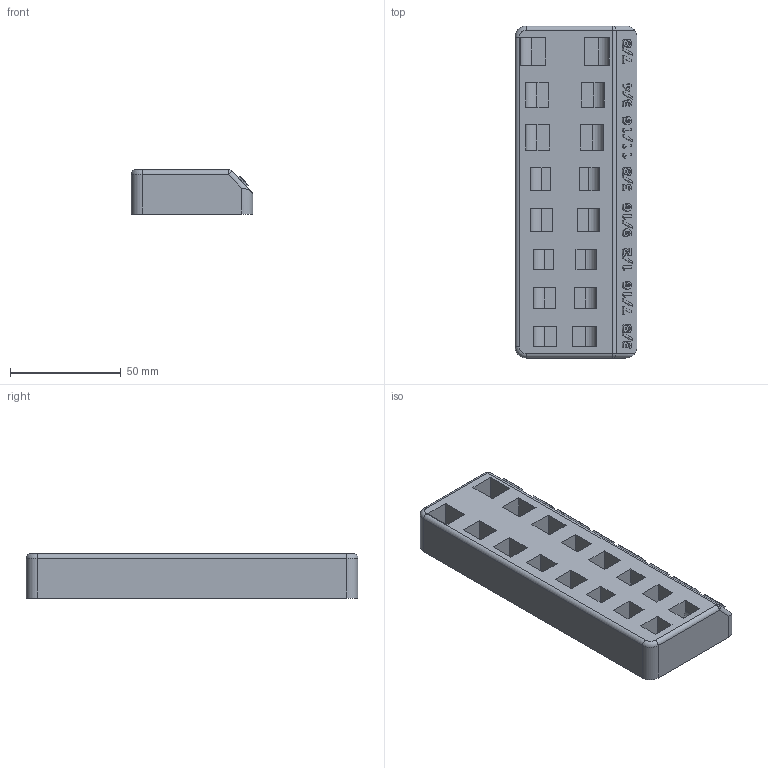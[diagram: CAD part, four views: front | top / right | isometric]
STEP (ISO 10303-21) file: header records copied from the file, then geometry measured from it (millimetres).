
FILE_DESCRIPTION(/* description */ (''),/* implementation_level */ '2;1');
FILE_NAME(/* name */ 'flarenutrack_sae v2.step',/* time_stamp */ '2021-03-22T15:10:43-05:00',/* author */ (''),/* organization */ (''),/* preprocessor_version */ 'ST-DEVELOPER v18.1',/* originating_system */ 'Autodesk Translation Framework v9.10.0.1330',/* authorisation */ '');
FILE_SCHEMA (('AUTOMOTIVE_DESIGN { 1 0 10303 214 3 1 1 }'));
Length unit declared in the file: millimetre
Products named in the file (1): flarenutrack_sae
Bounding box: 55 x 150 x 20 mm (x, y, z)
Volume: 120369.1 mm3; surface area: 37458.5 mm2
Topology: 1 solids, 1 shells, 741 faces, 2018 edges, 1342 vertices
Faces by surface type: bspline 454, plane 249, cylinder 34, torus 2, sphere 2
Full cylindrical faces by diameter (mm): 6.3 x2, 8.3 x2, 12.3 x4
Entity records: 27534 total; most frequent: CARTESIAN_POINT 11838, ORIENTED_EDGE 4036, EDGE_CURVE 2018, DIRECTION 1752, VERTEX_POINT 1342, LINE 1040, VECTOR 1040, B_SPLINE_CURVE_WITH_KNOTS 910
